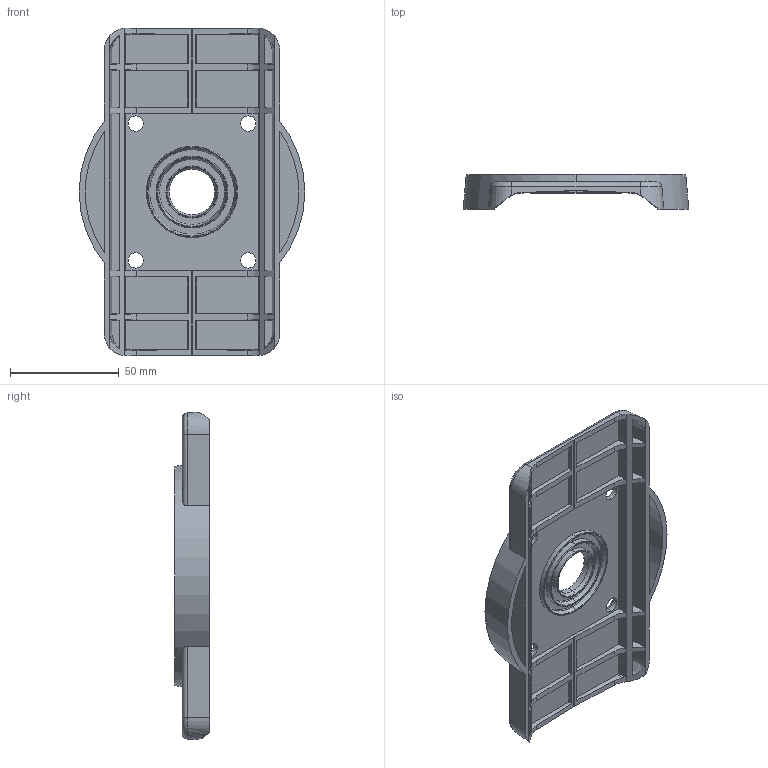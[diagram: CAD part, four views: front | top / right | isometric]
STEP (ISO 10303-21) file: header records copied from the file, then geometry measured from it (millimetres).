
FILE_DESCRIPTION (( 'STEP AP214' ), '1' );
FILE_NAME ('MGS.850_MA850 Rubber Gasket_20250326.STEP', '2025-03-26T06:13:02', ( '' ), ( '' ), 'SwSTEP 2.0', 'SolidWorks 2022', '' );
FILE_SCHEMA (( 'AUTOMOTIVE_DESIGN' ));
Length unit declared in the file: millimetre
Products named in the file (1): MGS.850_MA850 Rubber Gasket_20250326
Bounding box: 103.8 x 16 x 150.62 mm (x, y, z)
Volume: 51740.3 mm3; surface area: 42920.1 mm2
Topology: 1 solids, 1 shells, 195 faces, 493 edges, 320 vertices
Faces by surface type: plane 120, cylinder 36, bspline 16, torus 12, cone 11
Entity records: 7193 total; most frequent: CARTESIAN_POINT 2307, ORIENTED_EDGE 986, DIRECTION 873, EDGE_CURVE 493, VERTEX_POINT 320, LINE 305, VECTOR 305, AXIS2_PLACEMENT_3D 284
